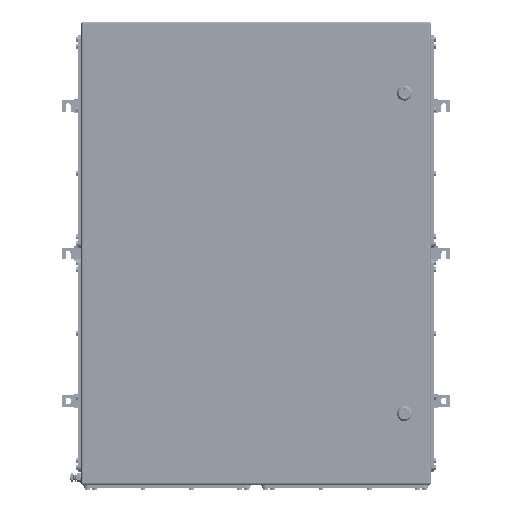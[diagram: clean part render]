
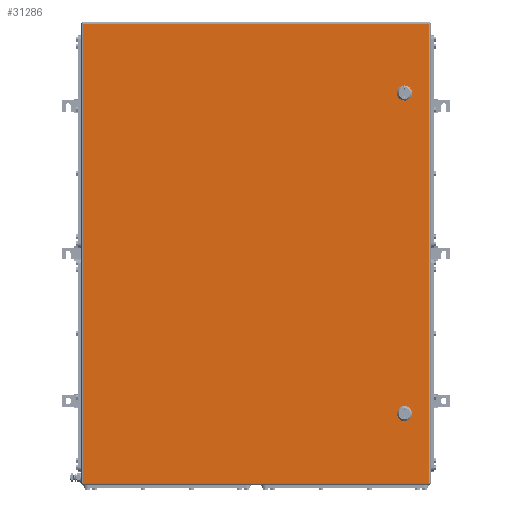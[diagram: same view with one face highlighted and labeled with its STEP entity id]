
A CAD part, top view. The second image highlights one B-rep face of the part: STEP entity #31286.
In plain terms, the highlighted planar face has unit normal (0, 0, 1).
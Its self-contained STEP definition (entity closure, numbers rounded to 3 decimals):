
#31100=AXIS2_PLACEMENT_3D('Circle Axis2P3D',#31098,#31099,$) ;
#31127=AXIS2_PLACEMENT_3D('Plane Axis2P3D',#31124,#31125,#31126) ;
#31172=AXIS2_PLACEMENT_3D('Circle Axis2P3D',#31170,#31171,$) ;
#31186=AXIS2_PLACEMENT_3D('Circle Axis2P3D',#31184,#31185,$) ;
#31200=AXIS2_PLACEMENT_3D('Circle Axis2P3D',#31198,#31199,$) ;
#31222=AXIS2_PLACEMENT_3D('Circle Axis2P3D',#31220,#31221,$) ;
#31238=AXIS2_PLACEMENT_3D('Circle Axis2P3D',#31236,#31237,$) ;
#31252=AXIS2_PLACEMENT_3D('Circle Axis2P3D',#31250,#31251,$) ;
#31266=AXIS2_PLACEMENT_3D('Circle Axis2P3D',#31264,#31265,$) ;
#31095=CARTESIAN_POINT('Vertex',(730.056,830.45,203.5)) ;
#31098=CARTESIAN_POINT('Axis2P3D Location',(725.,840.5,203.5)) ;
#31102=CARTESIAN_POINT('Vertex',(735.05,835.444,203.5)) ;
#31124=CARTESIAN_POINT('Axis2P3D Location',(410.5,501.,203.5)) ;
#31129=CARTESIAN_POINT('Line Origine',(410.5,987.5,203.5)) ;
#31133=CARTESIAN_POINT('Vertex',(777.,987.5,203.5)) ;
#31135=CARTESIAN_POINT('Vertex',(44.,987.5,203.5)) ;
#31138=CARTESIAN_POINT('Line Origine',(44.,501.,203.5)) ;
#31142=CARTESIAN_POINT('Vertex',(44.,14.5,203.5)) ;
#31145=CARTESIAN_POINT('Line Origine',(410.5,14.5,203.5)) ;
#31149=CARTESIAN_POINT('Vertex',(777.,14.5,203.5)) ;
#31152=CARTESIAN_POINT('Line Origine',(777.,501.,203.5)) ;
#31163=CARTESIAN_POINT('Line Origine',(725.,830.45,203.5)) ;
#31167=CARTESIAN_POINT('Vertex',(719.944,830.45,203.5)) ;
#31170=CARTESIAN_POINT('Axis2P3D Location',(725.,840.5,203.5)) ;
#31174=CARTESIAN_POINT('Vertex',(714.95,835.444,203.5)) ;
#31177=CARTESIAN_POINT('Line Origine',(714.95,840.5,203.5)) ;
#31181=CARTESIAN_POINT('Vertex',(714.95,845.556,203.5)) ;
#31184=CARTESIAN_POINT('Axis2P3D Location',(725.,840.5,203.5)) ;
#31188=CARTESIAN_POINT('Vertex',(719.944,850.55,203.5)) ;
#31191=CARTESIAN_POINT('Line Origine',(725.,850.55,203.5)) ;
#31195=CARTESIAN_POINT('Vertex',(730.056,850.55,203.5)) ;
#31198=CARTESIAN_POINT('Axis2P3D Location',(725.,840.5,203.5)) ;
#31202=CARTESIAN_POINT('Vertex',(735.05,845.556,203.5)) ;
#31205=CARTESIAN_POINT('Line Origine',(735.05,840.5,203.5)) ;
#31220=CARTESIAN_POINT('Axis2P3D Location',(725.,161.5,203.5)) ;
#31224=CARTESIAN_POINT('Vertex',(730.056,151.45,203.5)) ;
#31226=CARTESIAN_POINT('Vertex',(735.05,156.444,203.5)) ;
#31229=CARTESIAN_POINT('Line Origine',(725.,151.45,203.5)) ;
#31233=CARTESIAN_POINT('Vertex',(719.944,151.45,203.5)) ;
#31236=CARTESIAN_POINT('Axis2P3D Location',(725.,161.5,203.5)) ;
#31240=CARTESIAN_POINT('Vertex',(714.95,156.444,203.5)) ;
#31243=CARTESIAN_POINT('Line Origine',(714.95,161.5,203.5)) ;
#31247=CARTESIAN_POINT('Vertex',(714.95,166.556,203.5)) ;
#31250=CARTESIAN_POINT('Axis2P3D Location',(725.,161.5,203.5)) ;
#31254=CARTESIAN_POINT('Vertex',(719.944,171.55,203.5)) ;
#31257=CARTESIAN_POINT('Line Origine',(725.,171.55,203.5)) ;
#31261=CARTESIAN_POINT('Vertex',(730.056,171.55,203.5)) ;
#31264=CARTESIAN_POINT('Axis2P3D Location',(725.,161.5,203.5)) ;
#31268=CARTESIAN_POINT('Vertex',(735.05,166.556,203.5)) ;
#31271=CARTESIAN_POINT('Line Origine',(735.05,161.5,203.5)) ;
#31099=DIRECTION('Axis2P3D Direction',(0.,0.,1.)) ;
#31125=DIRECTION('Axis2P3D Direction',(0.,0.,1.)) ;
#31126=DIRECTION('Axis2P3D XDirection',(1.,0.,0.)) ;
#31130=DIRECTION('Vector Direction',(1.,0.,0.)) ;
#31139=DIRECTION('Vector Direction',(0.,-1.,0.)) ;
#31146=DIRECTION('Vector Direction',(1.,0.,0.)) ;
#31153=DIRECTION('Vector Direction',(0.,1.,0.)) ;
#31164=DIRECTION('Vector Direction',(1.,0.,0.)) ;
#31171=DIRECTION('Axis2P3D Direction',(0.,0.,1.)) ;
#31178=DIRECTION('Vector Direction',(0.,1.,0.)) ;
#31185=DIRECTION('Axis2P3D Direction',(0.,0.,1.)) ;
#31192=DIRECTION('Vector Direction',(1.,0.,0.)) ;
#31199=DIRECTION('Axis2P3D Direction',(0.,0.,1.)) ;
#31206=DIRECTION('Vector Direction',(0.,-1.,0.)) ;
#31221=DIRECTION('Axis2P3D Direction',(0.,0.,1.)) ;
#31230=DIRECTION('Vector Direction',(1.,0.,0.)) ;
#31237=DIRECTION('Axis2P3D Direction',(0.,0.,1.)) ;
#31244=DIRECTION('Vector Direction',(0.,1.,0.)) ;
#31251=DIRECTION('Axis2P3D Direction',(0.,0.,1.)) ;
#31258=DIRECTION('Vector Direction',(1.,0.,0.)) ;
#31265=DIRECTION('Axis2P3D Direction',(0.,0.,1.)) ;
#31272=DIRECTION('Vector Direction',(0.,-1.,0.)) ;
#31131=VECTOR('Line Direction',#31130,1.) ;
#31140=VECTOR('Line Direction',#31139,1.) ;
#31147=VECTOR('Line Direction',#31146,1.) ;
#31154=VECTOR('Line Direction',#31153,1.) ;
#31165=VECTOR('Line Direction',#31164,1.) ;
#31179=VECTOR('Line Direction',#31178,1.) ;
#31193=VECTOR('Line Direction',#31192,1.) ;
#31207=VECTOR('Line Direction',#31206,1.) ;
#31231=VECTOR('Line Direction',#31230,1.) ;
#31245=VECTOR('Line Direction',#31244,1.) ;
#31259=VECTOR('Line Direction',#31258,1.) ;
#31273=VECTOR('Line Direction',#31272,1.) ;
#31158=ORIENTED_EDGE('',*,*,#31137,.T.) ;
#31159=ORIENTED_EDGE('',*,*,#31144,.T.) ;
#31160=ORIENTED_EDGE('',*,*,#31151,.T.) ;
#31161=ORIENTED_EDGE('',*,*,#31156,.T.) ;
#31211=ORIENTED_EDGE('',*,*,#31169,.F.) ;
#31212=ORIENTED_EDGE('',*,*,#31176,.F.) ;
#31213=ORIENTED_EDGE('',*,*,#31183,.T.) ;
#31214=ORIENTED_EDGE('',*,*,#31190,.F.) ;
#31215=ORIENTED_EDGE('',*,*,#31197,.T.) ;
#31216=ORIENTED_EDGE('',*,*,#31204,.F.) ;
#31217=ORIENTED_EDGE('',*,*,#31209,.T.) ;
#31218=ORIENTED_EDGE('',*,*,#31104,.F.) ;
#31277=ORIENTED_EDGE('',*,*,#31228,.F.) ;
#31278=ORIENTED_EDGE('',*,*,#31235,.F.) ;
#31279=ORIENTED_EDGE('',*,*,#31242,.F.) ;
#31280=ORIENTED_EDGE('',*,*,#31249,.T.) ;
#31281=ORIENTED_EDGE('',*,*,#31256,.F.) ;
#31282=ORIENTED_EDGE('',*,*,#31263,.T.) ;
#31283=ORIENTED_EDGE('',*,*,#31270,.F.) ;
#31284=ORIENTED_EDGE('',*,*,#31275,.T.) ;
#31219=FACE_BOUND('',#31210,.T.) ;
#31285=FACE_BOUND('',#31276,.T.) ;
#31286=ADVANCED_FACE('1201030000.2\\ZUB_KTB_QL_987420_3GP_AllCATPart.2\\ZUB_DE_KTB_QL.1\\DE_KTB_MH_PART_MASTER.1\\Koerper.2',(#31162,#31219,#31285),#31128,.T.) ;
#31101=CIRCLE('generated circle',#31100,11.25) ;
#31173=CIRCLE('generated circle',#31172,11.25) ;
#31187=CIRCLE('generated circle',#31186,11.25) ;
#31201=CIRCLE('generated circle',#31200,11.25) ;
#31223=CIRCLE('generated circle',#31222,11.25) ;
#31239=CIRCLE('generated circle',#31238,11.25) ;
#31253=CIRCLE('generated circle',#31252,11.25) ;
#31267=CIRCLE('generated circle',#31266,11.25) ;
#31104=EDGE_CURVE('',#31096,#31103,#31101,.T.) ;
#31137=EDGE_CURVE('',#31134,#31136,#31132,.F.) ;
#31144=EDGE_CURVE('',#31136,#31143,#31141,.T.) ;
#31151=EDGE_CURVE('',#31143,#31150,#31148,.T.) ;
#31156=EDGE_CURVE('',#31150,#31134,#31155,.T.) ;
#31169=EDGE_CURVE('',#31168,#31096,#31166,.T.) ;
#31176=EDGE_CURVE('',#31175,#31168,#31173,.T.) ;
#31183=EDGE_CURVE('',#31175,#31182,#31180,.T.) ;
#31190=EDGE_CURVE('',#31189,#31182,#31187,.T.) ;
#31197=EDGE_CURVE('',#31189,#31196,#31194,.T.) ;
#31204=EDGE_CURVE('',#31203,#31196,#31201,.T.) ;
#31209=EDGE_CURVE('',#31203,#31103,#31208,.T.) ;
#31228=EDGE_CURVE('',#31225,#31227,#31223,.T.) ;
#31235=EDGE_CURVE('',#31234,#31225,#31232,.T.) ;
#31242=EDGE_CURVE('',#31241,#31234,#31239,.T.) ;
#31249=EDGE_CURVE('',#31241,#31248,#31246,.T.) ;
#31256=EDGE_CURVE('',#31255,#31248,#31253,.T.) ;
#31263=EDGE_CURVE('',#31255,#31262,#31260,.T.) ;
#31270=EDGE_CURVE('',#31269,#31262,#31267,.T.) ;
#31275=EDGE_CURVE('',#31269,#31227,#31274,.T.) ;
#31157=EDGE_LOOP('',(#31158,#31159,#31160,#31161)) ;
#31210=EDGE_LOOP('',(#31211,#31212,#31213,#31214,#31215,#31216,#31217,#31218)) ;
#31276=EDGE_LOOP('',(#31277,#31278,#31279,#31280,#31281,#31282,#31283,#31284)) ;
#31162=FACE_OUTER_BOUND('',#31157,.T.) ;
#31132=LINE('Line',#31129,#31131) ;
#31141=LINE('Line',#31138,#31140) ;
#31148=LINE('Line',#31145,#31147) ;
#31155=LINE('Line',#31152,#31154) ;
#31166=LINE('Line',#31163,#31165) ;
#31180=LINE('Line',#31177,#31179) ;
#31194=LINE('Line',#31191,#31193) ;
#31208=LINE('Line',#31205,#31207) ;
#31232=LINE('Line',#31229,#31231) ;
#31246=LINE('Line',#31243,#31245) ;
#31260=LINE('Line',#31257,#31259) ;
#31274=LINE('Line',#31271,#31273) ;
#31128=PLANE('',#31127) ;
#31096=VERTEX_POINT('',#31095) ;
#31103=VERTEX_POINT('',#31102) ;
#31134=VERTEX_POINT('',#31133) ;
#31136=VERTEX_POINT('',#31135) ;
#31143=VERTEX_POINT('',#31142) ;
#31150=VERTEX_POINT('',#31149) ;
#31168=VERTEX_POINT('',#31167) ;
#31175=VERTEX_POINT('',#31174) ;
#31182=VERTEX_POINT('',#31181) ;
#31189=VERTEX_POINT('',#31188) ;
#31196=VERTEX_POINT('',#31195) ;
#31203=VERTEX_POINT('',#31202) ;
#31225=VERTEX_POINT('',#31224) ;
#31227=VERTEX_POINT('',#31226) ;
#31234=VERTEX_POINT('',#31233) ;
#31241=VERTEX_POINT('',#31240) ;
#31248=VERTEX_POINT('',#31247) ;
#31255=VERTEX_POINT('',#31254) ;
#31262=VERTEX_POINT('',#31261) ;
#31269=VERTEX_POINT('',#31268) ;
